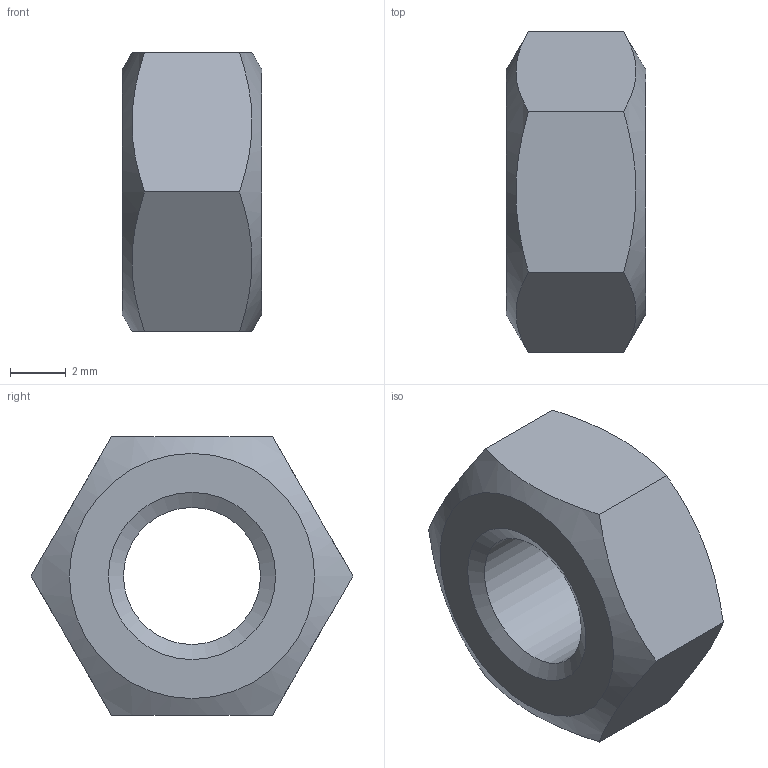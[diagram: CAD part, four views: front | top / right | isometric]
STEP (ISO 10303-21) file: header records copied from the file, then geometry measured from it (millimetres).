
FILE_DESCRIPTION(/* description */ ('Dado esagonale'),/* implementation_level */ '2;1');
FILE_NAME(/* name */ 'DIN 934 - sostituito da DIN EN 24032_28673_28674 M6_ipt_baad583.STEP',/* time_stamp */ '2020-02-10T12:18:26+01:00',/* author */ ('socci'),/* organization */ (''),/* preprocessor_version */ 'ST-DEVELOPER v18',/* originating_system */ 'Autodesk Inventor 2020',/* authorisation */ '');
FILE_SCHEMA (('AUTOMOTIVE_DESIGN { 1 0 10303 214 3 1 1 }'));
Length unit declared in the file: millimetre
Products named in the file (1): DIN 934 - M6
Bounding box: 5 x 11.55 x 10 mm (x, y, z)
Volume: 321.2 mm3; surface area: 352.3 mm2
Topology: 1 solids, 1 shells, 13 faces, 32 edges, 21 vertices
Faces by surface type: plane 8, cone 4, cylinder 1
Full cylindrical faces by diameter (mm): 4.917 x1
Entity records: 420 total; most frequent: CARTESIAN_POINT 91, ORIENTED_EDGE 64, DIRECTION 57, EDGE_CURVE 32, AXIS2_PLACEMENT_3D 23, VERTEX_POINT 21, EDGE_LOOP 15, FACE_OUTER_BOUND 13
